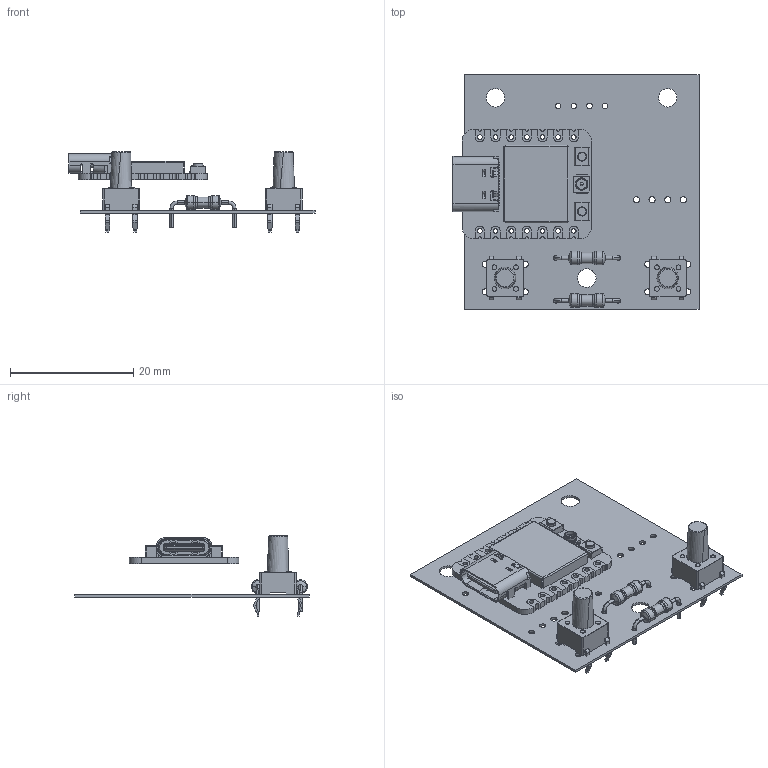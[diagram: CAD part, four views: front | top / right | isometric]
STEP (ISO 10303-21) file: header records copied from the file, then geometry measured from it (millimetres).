
FILE_DESCRIPTION(('Open CASCADE Model'),'2;1');
FILE_NAME('Open CASCADE Shape Model','2025-04-30T09:18:35',('Author'),( 'Open CASCADE'),'Open CASCADE STEP processor 6.8','Open CASCADE 6.8' ,'Unknown');
FILE_SCHEMA(('AUTOMOTIVE_DESIGN { 1 0 10303 214 1 1 1 1 }'));
Length unit declared in the file: millimetre
Products named in the file (11): PCB; Board; Open CASCADE STEP translator 6.8 1.1.1; S2; 6488772128; S1; R2; SW3dPS-resistor_-_fixed; U1; XIAO_ESP32C3--3DModel-STEP-269445; R1
Assembly tree (12 placements, depth 3):
  PCB
    Board
      Open CASCADE STEP translator 6.8 1.1.1
    S2
      6488772128
    S1
      6488772128
    R2
      SW3dPS-resistor_-_fixed
    U1
      XIAO_ESP32C3--3DModel-STEP-269445
    R1
      SW3dPS-resistor_-_fixed
Bounding box: 39.93 x 38.1 x 13 mm (x, y, z)
Volume: 1525.4 mm3; surface area: 5818.2 mm2
Topology: 79 solids, 79 shells, 1433 faces, 3663 edges, 2397 vertices
Faces by surface type: plane 852, cylinder 485, torus 40, cone 34, bspline 12, revolution 8, sphere 2
Full cylindrical faces by diameter (mm): 0.8 x4, 0.9 x4, 0.99 x8, 1 x4, 1.02 x14, 3 x3
Entity records: 39049 total; most frequent: CARTESIAN_POINT 7470, DIRECTION 6385, ORIENTED_EDGE 6334, EDGE_CURVE 3167, LINE 2189, VECTOR 2189, AXIS2_PLACEMENT_3D 2096, VERTEX_POINT 2077
